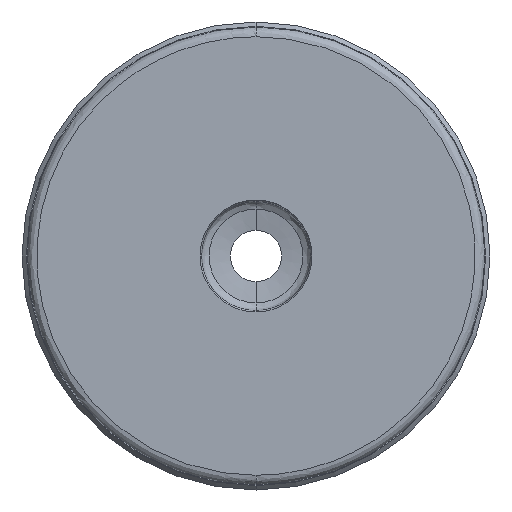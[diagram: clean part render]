
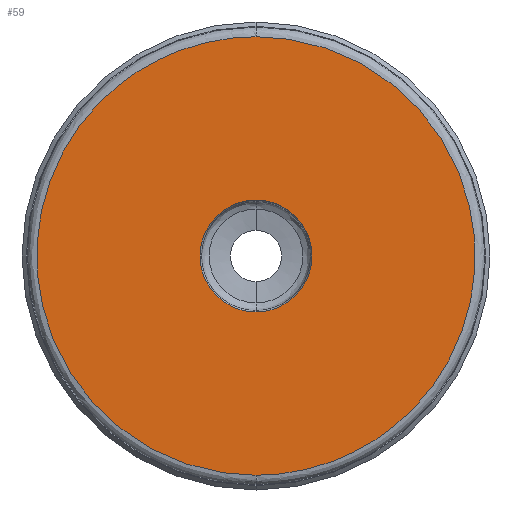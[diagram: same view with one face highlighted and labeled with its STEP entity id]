
A CAD part, front view. The second image highlights one B-rep face of the part: STEP entity #59.
In plain terms, the highlighted planar face has unit normal (0, -1, 0).
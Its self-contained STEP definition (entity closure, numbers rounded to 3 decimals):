
#33 = CARTESIAN_POINT ( 'NONE',  ( 47., -1.954, -23.5 ) ) ;
#45 = CARTESIAN_POINT ( 'NONE',  ( 0., -1.954, -23.5 ) ) ;
#59 = ADVANCED_FACE ( 'NONE', ( #1018, #1855 ), #952, .F. ) ;
#65 = CARTESIAN_POINT ( 'NONE',  ( 0., -1.954, -23.5 ) ) ;
#113 = CARTESIAN_POINT ( 'NONE',  ( -47., -1.954, -23.5 ) ) ;
#123 = CARTESIAN_POINT ( 'NONE',  ( -47., -1.954, 23.5 ) ) ;
#127 = CARTESIAN_POINT ( 'NONE',  ( 0., -1.954, 23.5 ) ) ;
#276 = CARTESIAN_POINT ( 'NONE',  ( 0., -1.954, 0. ) ) ;
#281 = EDGE_CURVE ( 'NONE', #1953, #955, #2866, .T. ) ;
#284 = DIRECTION ( 'NONE',  ( 0., -1., 0. ) ) ;
#313 = CARTESIAN_POINT ( 'NONE',  ( 0., -1.954, 23.5 ) ) ;
#317 = CARTESIAN_POINT ( 'NONE',  ( 47., -1.954, 23.5 ) ) ;
#324 = EDGE_CURVE ( 'NONE', #955, #1953, #360, .T. ) ;
#360 =( BOUNDED_CURVE ( )  B_SPLINE_CURVE ( 3, ( #65, #113, #123, #127 ),
 .UNSPECIFIED., .F., .T. ) 
 B_SPLINE_CURVE_WITH_KNOTS ( ( 4, 4 ),
 ( 0., 1. ),
 .UNSPECIFIED. ) 
 CURVE ( )  GEOMETRIC_REPRESENTATION_ITEM ( )  RATIONAL_B_SPLINE_CURVE ( ( 1., 0.333, 0.333, 1. ) ) 
 REPRESENTATION_ITEM ( '' )  );
#369 = DIRECTION ( 'NONE',  ( 0., 0., 1. ) ) ;
#375 = DIRECTION ( 'NONE',  ( 0., -1., 0. ) ) ;
#377 = CARTESIAN_POINT ( 'NONE',  ( 0., -1.954, 0. ) ) ;
#390 = EDGE_CURVE ( 'NONE', #1717, #1571, #2657, .T. ) ;
#403 = DIRECTION ( 'NONE',  ( 0., 0., 1. ) ) ;
#449 = EDGE_LOOP ( 'NONE', ( #1931, #1078 ) ) ;
#839 = DIRECTION ( 'NONE',  ( 0., 1., 0. ) ) ;
#845 = CARTESIAN_POINT ( 'NONE',  ( 6., -1.954, 0. ) ) ;
#855 = DIRECTION ( 'NONE',  ( 0., 0., 1. ) ) ;
#938 = AXIS2_PLACEMENT_3D ( 'NONE', #276, #284, #403 ) ;
#952 = PLANE ( 'NONE',  #1140 ) ;
#955 = VERTEX_POINT ( 'NONE', #1919 ) ;
#1018 = FACE_BOUND ( 'NONE', #1951, .T. ) ;
#1051 = CARTESIAN_POINT ( 'NONE',  ( 0., -1.954, 23.5 ) ) ;
#1078 = ORIENTED_EDGE ( 'NONE', *, *, #281, .F. ) ;
#1138 = EDGE_CURVE ( 'NONE', #1571, #1717, #1650, .T. ) ;
#1140 = AXIS2_PLACEMENT_3D ( 'NONE', #845, #839, #855 ) ;
#1145 = ORIENTED_EDGE ( 'NONE', *, *, #1138, .F. ) ;
#1571 = VERTEX_POINT ( 'NONE', #2553 ) ;
#1650 = CIRCLE ( 'NONE', #2336, 6. ) ;
#1717 = VERTEX_POINT ( 'NONE', #2372 ) ;
#1855 = FACE_OUTER_BOUND ( 'NONE', #449, .T. ) ;
#1919 = CARTESIAN_POINT ( 'NONE',  ( 0., -1.954, -23.5 ) ) ;
#1929 = ORIENTED_EDGE ( 'NONE', *, *, #390, .F. ) ;
#1931 = ORIENTED_EDGE ( 'NONE', *, *, #324, .F. ) ;
#1951 = EDGE_LOOP ( 'NONE', ( #1929, #1145 ) ) ;
#1953 = VERTEX_POINT ( 'NONE', #1051 ) ;
#2336 = AXIS2_PLACEMENT_3D ( 'NONE', #377, #375, #369 ) ;
#2372 = CARTESIAN_POINT ( 'NONE',  ( 0., -1.954, 6. ) ) ;
#2553 = CARTESIAN_POINT ( 'NONE',  ( 0., -1.954, -6. ) ) ;
#2657 = CIRCLE ( 'NONE', #938, 6. ) ;
#2866 =( BOUNDED_CURVE ( )  B_SPLINE_CURVE ( 3, ( #313, #317, #33, #45 ),
 .UNSPECIFIED., .F., .T. ) 
 B_SPLINE_CURVE_WITH_KNOTS ( ( 4, 4 ),
 ( 0., 1. ),
 .UNSPECIFIED. ) 
 CURVE ( )  GEOMETRIC_REPRESENTATION_ITEM ( )  RATIONAL_B_SPLINE_CURVE ( ( 1., 0.333, 0.333, 1. ) ) 
 REPRESENTATION_ITEM ( '' )  );
